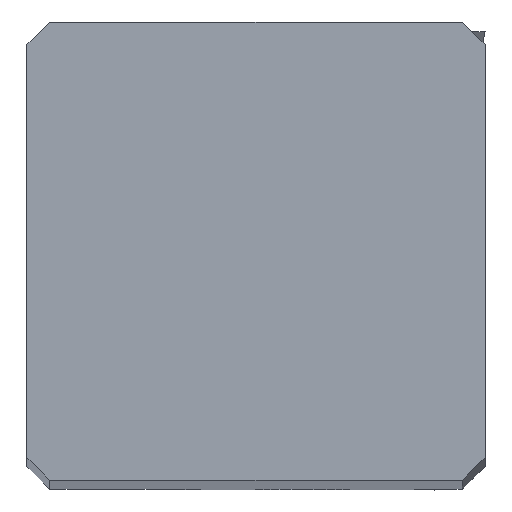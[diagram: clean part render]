
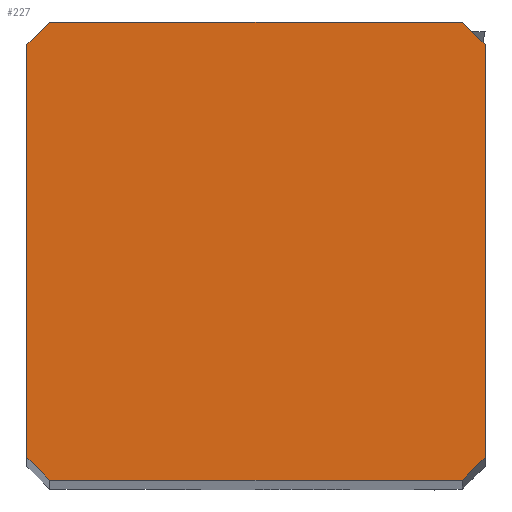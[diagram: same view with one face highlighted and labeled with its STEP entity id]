
A CAD part, top view. The second image highlights one B-rep face of the part: STEP entity #227.
In plain terms, the highlighted planar face has unit normal (0, 0, 1).
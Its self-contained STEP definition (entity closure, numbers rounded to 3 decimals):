
#147=FACE_OUTER_BOUND('',#356,.T.);
#227=ADVANCED_FACE('',(#147),#293,.T.);
#293=PLANE('',#1737);
#356=EDGE_LOOP('',(#593,#594,#595,#596,#597,#598,#599,#600));
#593=ORIENTED_EDGE('',*,*,#1111,.F.);
#594=ORIENTED_EDGE('',*,*,#1112,.F.);
#595=ORIENTED_EDGE('',*,*,#1046,.T.);
#596=ORIENTED_EDGE('',*,*,#1110,.F.);
#597=ORIENTED_EDGE('',*,*,#1103,.F.);
#598=ORIENTED_EDGE('',*,*,#1113,.F.);
#599=ORIENTED_EDGE('',*,*,#1114,.T.);
#600=ORIENTED_EDGE('',*,*,#1115,.F.);
#883=VERTEX_POINT('',#2422);
#884=VERTEX_POINT('',#2424);
#927=VERTEX_POINT('',#2553);
#928=VERTEX_POINT('',#2555);
#932=VERTEX_POINT('',#2588);
#933=VERTEX_POINT('',#2589);
#934=VERTEX_POINT('',#2592);
#935=VERTEX_POINT('',#2594);
#1046=EDGE_CURVE('',#884,#883,#1394,.T.);
#1103=EDGE_CURVE('',#927,#928,#1429,.T.);
#1110=EDGE_CURVE('',#928,#883,#1433,.T.);
#1111=EDGE_CURVE('',#932,#933,#1434,.T.);
#1112=EDGE_CURVE('',#884,#932,#1435,.T.);
#1113=EDGE_CURVE('',#934,#927,#1436,.T.);
#1114=EDGE_CURVE('',#934,#935,#1437,.T.);
#1115=EDGE_CURVE('',#933,#935,#1438,.T.);
#1394=LINE('',#2423,#1511);
#1429=LINE('',#2554,#1546);
#1433=LINE('',#2585,#1550);
#1434=LINE('',#2587,#1551);
#1435=LINE('',#2590,#1552);
#1436=LINE('',#2591,#1553);
#1437=LINE('',#2593,#1554);
#1438=LINE('',#2595,#1555);
#1511=VECTOR('',#1961,1.);
#1546=VECTOR('',#2060,1.);
#1550=VECTOR('',#2070,1.);
#1551=VECTOR('',#2073,1.);
#1552=VECTOR('',#2074,1.);
#1553=VECTOR('',#2075,1.);
#1554=VECTOR('',#2076,1.);
#1555=VECTOR('',#2077,1.);
#1737=AXIS2_PLACEMENT_3D('',#2596,#2078,#2079);
#1961=DIRECTION('',(1.,0.,0.));
#2060=DIRECTION('',(0.,-1.,0.));
#2070=DIRECTION('',(-0.707,-0.707,0.));
#2073=DIRECTION('',(0.,1.,0.));
#2074=DIRECTION('',(-0.707,0.707,0.));
#2075=DIRECTION('',(0.707,-0.707,0.));
#2076=DIRECTION('',(-1.,0.,0.));
#2077=DIRECTION('',(0.707,0.707,0.));
#2078=DIRECTION('',(0.,0.,1.));
#2079=DIRECTION('',(-1.,0.,0.));
#2422=CARTESIAN_POINT('',(9.5,0.,0.));
#2423=CARTESIAN_POINT('',(0.5,0.,0.));
#2424=CARTESIAN_POINT('',(0.5,0.,0.));
#2553=CARTESIAN_POINT('',(10.,9.5,0.));
#2554=CARTESIAN_POINT('',(10.,9.5,0.));
#2555=CARTESIAN_POINT('',(10.,0.5,0.));
#2585=CARTESIAN_POINT('',(10.,0.5,0.));
#2587=CARTESIAN_POINT('',(0.,0.5,0.));
#2588=CARTESIAN_POINT('',(0.,0.5,0.));
#2589=CARTESIAN_POINT('',(0.,9.5,0.));
#2590=CARTESIAN_POINT('',(0.5,0.,0.));
#2591=CARTESIAN_POINT('',(9.5,10.,0.));
#2592=CARTESIAN_POINT('',(9.5,10.,0.));
#2593=CARTESIAN_POINT('',(9.5,10.,0.));
#2594=CARTESIAN_POINT('',(0.5,10.,0.));
#2595=CARTESIAN_POINT('',(0.,9.5,0.));
#2596=CARTESIAN_POINT('',(5.,5.,0.));
